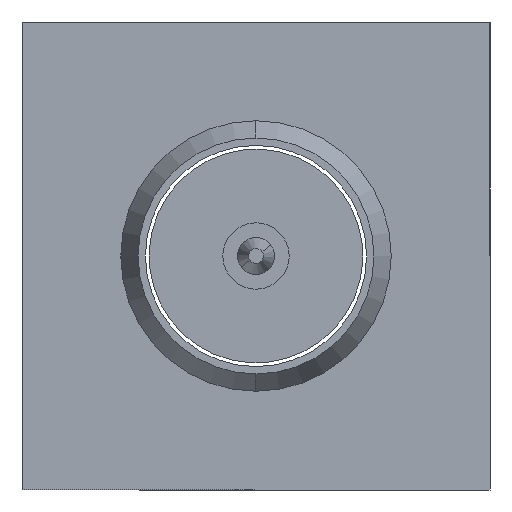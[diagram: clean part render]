
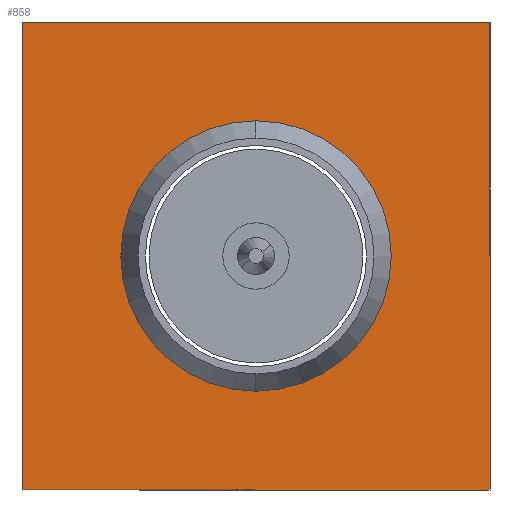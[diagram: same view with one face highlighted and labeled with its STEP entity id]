
A CAD part, left-side view. The second image highlights one B-rep face of the part: STEP entity #858.
In plain terms, the highlighted planar face has unit normal (-1, 0, 0).
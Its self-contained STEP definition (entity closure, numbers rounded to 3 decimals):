
#5 = CARTESIAN_POINT ( 'NONE',  ( -5.08, -3.175, 0. ) ) ;
#11 = DIRECTION ( 'NONE',  ( -1., 0., 0. ) ) ;
#111 = CARTESIAN_POINT ( 'NONE',  ( -5.08, 1.835, -3.175 ) ) ;
#143 = LINE ( 'NONE', #425, #517 ) ;
#155 = CARTESIAN_POINT ( 'NONE',  ( -5.08, 3.175, -3.175 ) ) ;
#174 = LINE ( 'NONE', #5, #1076 ) ;
#180 = PLANE ( 'NONE',  #1379 ) ;
#261 = DIRECTION ( 'NONE',  ( 1., 0., 0. ) ) ;
#265 = VERTEX_POINT ( 'NONE', #2145 ) ;
#292 = ORIENTED_EDGE ( 'NONE', *, *, #2000, .T. ) ;
#360 = LINE ( 'NONE', #705, #1951 ) ;
#425 = CARTESIAN_POINT ( 'NONE',  ( -5.08, 1.835, 3.175 ) ) ;
#456 = VERTEX_POINT ( 'NONE', #1486 ) ;
#457 = DIRECTION ( 'NONE',  ( 0., -1., 0. ) ) ;
#517 = VECTOR ( 'NONE', #1113, 1000. ) ;
#566 = DIRECTION ( 'NONE',  ( 0., 0., -1. ) ) ;
#603 = EDGE_CURVE ( 'NONE', #456, #1699, #1635, .T. ) ;
#682 = DIRECTION ( 'NONE',  ( 0., 0., 1. ) ) ;
#697 = AXIS2_PLACEMENT_3D ( 'NONE', #1928, #881, #753 ) ;
#703 = AXIS2_PLACEMENT_3D ( 'NONE', #732, #261, #566 ) ;
#705 = CARTESIAN_POINT ( 'NONE',  ( -5.08, 3.175, 0. ) ) ;
#732 = CARTESIAN_POINT ( 'NONE',  ( -5.08, 0., 0. ) ) ;
#743 = VERTEX_POINT ( 'NONE', #1099 ) ;
#753 = DIRECTION ( 'NONE',  ( 0., 0., -1. ) ) ;
#769 = EDGE_LOOP ( 'NONE', ( #887, #292 ) ) ;
#837 = DIRECTION ( 'NONE',  ( 0., 0., 1. ) ) ;
#858 = ADVANCED_FACE ( 'NONE', ( #1008, #1330 ), #180, .T. ) ;
#874 = ORIENTED_EDGE ( 'NONE', *, *, #1605, .T. ) ;
#881 = DIRECTION ( 'NONE',  ( 1., 0., 0. ) ) ;
#887 = ORIENTED_EDGE ( 'NONE', *, *, #603, .T. ) ;
#893 = CARTESIAN_POINT ( 'NONE',  ( -5.08, -3.175, -3.175 ) ) ;
#1008 = FACE_BOUND ( 'NONE', #769, .T. ) ;
#1026 = DIRECTION ( 'NONE',  ( 0., 0., -1. ) ) ;
#1055 = ORIENTED_EDGE ( 'NONE', *, *, #1127, .T. ) ;
#1076 = VECTOR ( 'NONE', #837, 1000. ) ;
#1099 = CARTESIAN_POINT ( 'NONE',  ( -5.08, -3.175, 3.175 ) ) ;
#1113 = DIRECTION ( 'NONE',  ( 0., 1., 0. ) ) ;
#1127 = EDGE_CURVE ( 'NONE', #743, #265, #143, .T. ) ;
#1251 = CIRCLE ( 'NONE', #703, 1.835 ) ;
#1330 = FACE_OUTER_BOUND ( 'NONE', #1834, .T. ) ;
#1379 = AXIS2_PLACEMENT_3D ( 'NONE', #1507, #11, #682 ) ;
#1486 = CARTESIAN_POINT ( 'NONE',  ( -5.08, 0., -1.835 ) ) ;
#1507 = CARTESIAN_POINT ( 'NONE',  ( -5.08, 1.835, 0. ) ) ;
#1605 = EDGE_CURVE ( 'NONE', #1997, #743, #174, .T. ) ;
#1635 = CIRCLE ( 'NONE', #697, 1.835 ) ;
#1680 = VERTEX_POINT ( 'NONE', #155 ) ;
#1699 = VERTEX_POINT ( 'NONE', #1794 ) ;
#1733 = ORIENTED_EDGE ( 'NONE', *, *, #1880, .T. ) ;
#1794 = CARTESIAN_POINT ( 'NONE',  ( -5.08, 0., 1.835 ) ) ;
#1834 = EDGE_LOOP ( 'NONE', ( #874, #1055, #1733, #1976 ) ) ;
#1850 = VECTOR ( 'NONE', #457, 1000. ) ;
#1880 = EDGE_CURVE ( 'NONE', #265, #1680, #360, .T. ) ;
#1928 = CARTESIAN_POINT ( 'NONE',  ( -5.08, 0., 0. ) ) ;
#1951 = VECTOR ( 'NONE', #1026, 1000. ) ;
#1967 = LINE ( 'NONE', #111, #1850 ) ;
#1976 = ORIENTED_EDGE ( 'NONE', *, *, #2064, .T. ) ;
#1997 = VERTEX_POINT ( 'NONE', #893 ) ;
#2000 = EDGE_CURVE ( 'NONE', #1699, #456, #1251, .T. ) ;
#2064 = EDGE_CURVE ( 'NONE', #1680, #1997, #1967, .T. ) ;
#2145 = CARTESIAN_POINT ( 'NONE',  ( -5.08, 3.175, 3.175 ) ) ;
